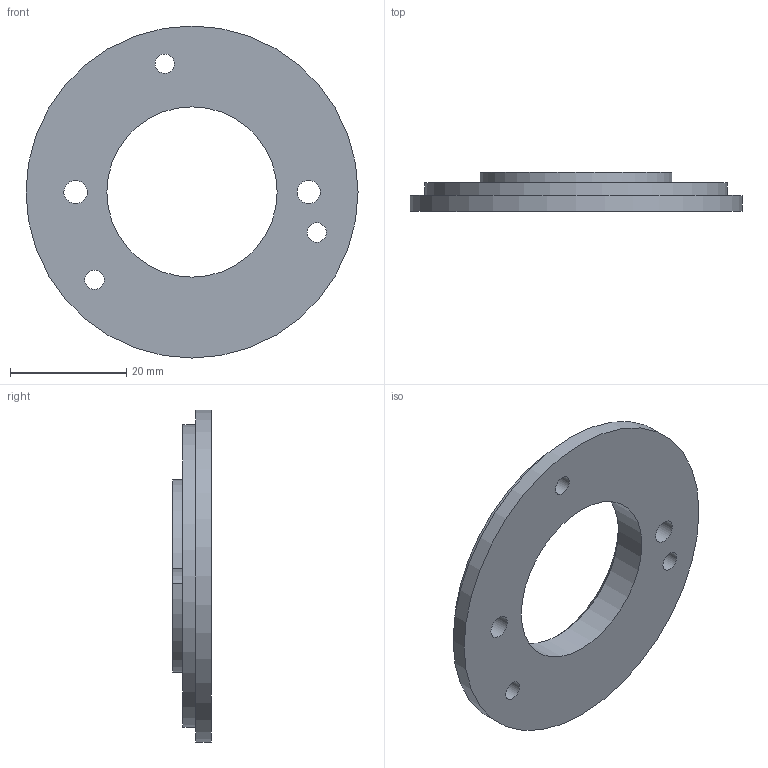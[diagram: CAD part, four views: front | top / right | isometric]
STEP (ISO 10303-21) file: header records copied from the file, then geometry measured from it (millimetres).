
FILE_DESCRIPTION(/* description */ (''),/* implementation_level */ '2;1');
FILE_NAME(/* name */ 'Inner Mazer Adapter.step',/* time_stamp */ '2020-09-16T20:46:53-07:00',/* author */ (''),/* organization */ (''),/* preprocessor_version */ 'ST-DEVELOPER v18.1',/* originating_system */ 'Autodesk Translation Framework v9.3.0.1241',/* authorisation */ '');
FILE_SCHEMA (('AUTOMOTIVE_DESIGN { 1 0 10303 214 3 1 1 }'));
Length unit declared in the file: millimetre
Products named in the file (1): Inner Mazer Adapter
Bounding box: 57 x 6.65 x 57 mm (x, y, z)
Volume: 8240.7 mm3; surface area: 5499.3 mm2
Topology: 1 solids, 1 shells, 20 faces, 46 edges, 29 vertices
Faces by surface type: cylinder 12, plane 5, cone 3
Full cylindrical faces by diameter (mm): 3.332 x3, 4 x2, 29.25 x1, 52 x1, 57 x1
Entity records: 638 total; most frequent: DIRECTION 119, CARTESIAN_POINT 96, ORIENTED_EDGE 92, AXIS2_PLACEMENT_3D 52, EDGE_CURVE 46, EDGE_LOOP 33, CIRCLE 31, VERTEX_POINT 29
